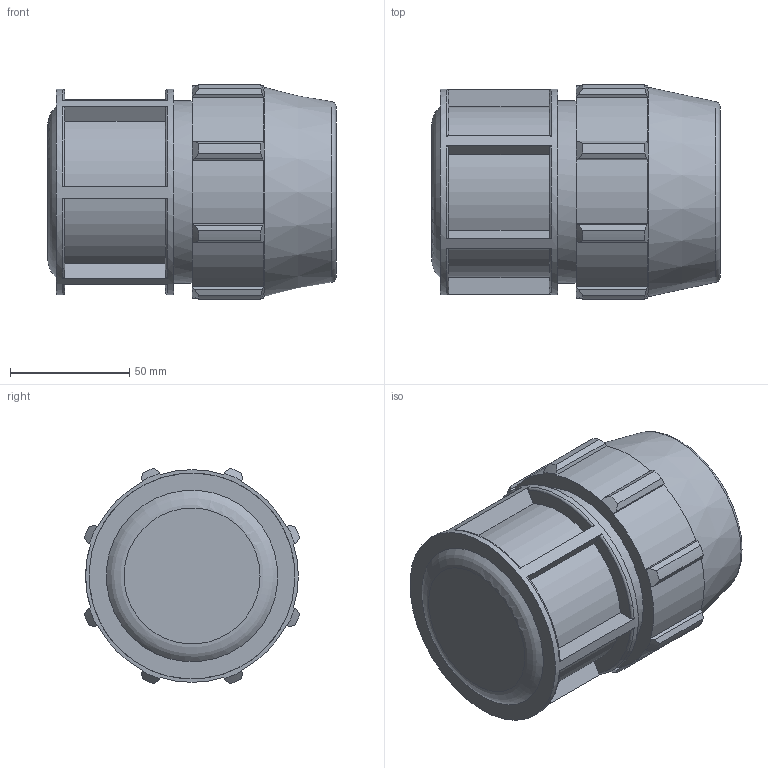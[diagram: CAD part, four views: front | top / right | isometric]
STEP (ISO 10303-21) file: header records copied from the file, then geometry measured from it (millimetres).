
FILE_DESCRIPTION(/* description */ ('PLASSON END PLUG 50'),/* implementation_level */ '2;1');
FILE_NAME(/* name */ '071200050_181200050_0712060500A.ipt.stp',/* time_stamp */ '2017-06-06T11:05:13+03:00',/* author */ ('Кирилл'),/* organization */ (''),/* preprocessor_version */ 'ST-DEVELOPER v15.6',/* originating_system */ 'Autodesk Inventor 2015',/* authorisation */ '');
FILE_SCHEMA (('AUTOMOTIVE_DESIGN { 1 0 10303 214 3 1 1 }'));
Length unit declared in the file: millimetre
Products named in the file (1): 071200050_181200050_0712060500A
Bounding box: 121 x 90.33 x 90.33 mm (x, y, z)
Volume: 393840.3 mm3; surface area: 69399.7 mm2
Topology: 1 solids, 1 shells, 115 faces, 305 edges, 202 vertices
Faces by surface type: plane 63, cylinder 25, torus 15, cone 12
Full cylindrical faces by diameter (mm): 50 x1, 76.8 x1, 86.4 x1
Entity records: 3778 total; most frequent: CARTESIAN_POINT 886, ORIENTED_EDGE 582, DIRECTION 558, EDGE_CURVE 291, AXIS2_PLACEMENT_3D 207, VERTEX_POINT 199, LINE 144, VECTOR 144
